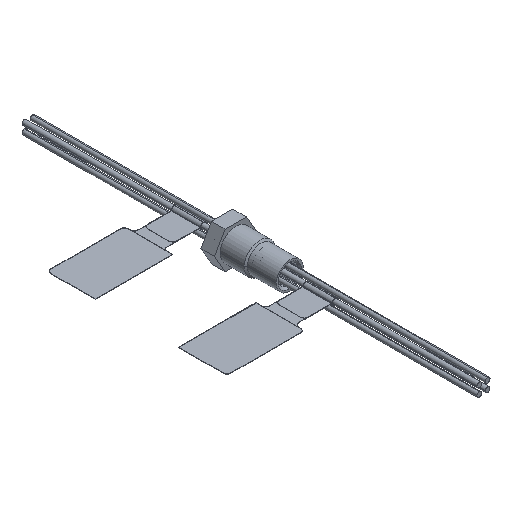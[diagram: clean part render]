
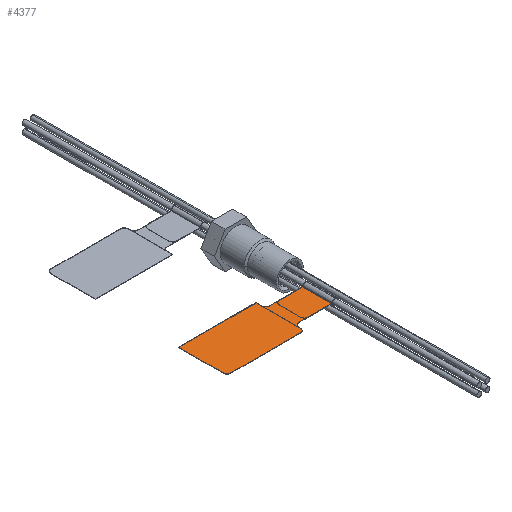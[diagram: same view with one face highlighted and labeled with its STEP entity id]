
A CAD part, isometric view. The second image highlights one B-rep face of the part: STEP entity #4377.
In plain terms, the highlighted planar face has unit normal (0, 0, 1).
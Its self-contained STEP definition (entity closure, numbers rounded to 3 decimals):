
#8 = VERTEX_POINT ( 'NONE', #4838 ) ;
#28 = AXIS2_PLACEMENT_3D ( 'NONE', #4053, #3699, #167 ) ;
#56 = CARTESIAN_POINT ( 'NONE',  ( 45.001, -0.05, 0.1 ) ) ;
#70 = DIRECTION ( 'NONE',  ( -1., 0., 0. ) ) ;
#167 = DIRECTION ( 'NONE',  ( 1., 0., 0. ) ) ;
#198 = EDGE_CURVE ( 'NONE', #2482, #548, #3948, .T. ) ;
#224 = CARTESIAN_POINT ( 'NONE',  ( -3., -20., 0.1 ) ) ;
#266 = DIRECTION ( 'NONE',  ( 0., 0., -1. ) ) ;
#279 = CARTESIAN_POINT ( 'NONE',  ( -5., -0.05, 0.1 ) ) ;
#399 = AXIS2_PLACEMENT_3D ( 'NONE', #1812, #266, #1034 ) ;
#426 = CIRCLE ( 'NONE', #516, 2. ) ;
#450 = EDGE_CURVE ( 'NONE', #3864, #2594, #1742, .T. ) ;
#479 = VECTOR ( 'NONE', #4031, 1000. ) ;
#516 = AXIS2_PLACEMENT_3D ( 'NONE', #1579, #1018, #1176 ) ;
#539 = CARTESIAN_POINT ( 'NONE',  ( 14.207, -20., 0.1 ) ) ;
#548 = VERTEX_POINT ( 'NONE', #2836 ) ;
#553 = DIRECTION ( 'NONE',  ( 0., 1., 0. ) ) ;
#614 = DIRECTION ( 'NONE',  ( 0., 0., 1. ) ) ;
#669 = DIRECTION ( 'NONE',  ( 1., 0., 0. ) ) ;
#707 = CARTESIAN_POINT ( 'NONE',  ( -45., 25., 0.1 ) ) ;
#720 = EDGE_CURVE ( 'NONE', #3820, #2827, #2396, .T. ) ;
#725 = DIRECTION ( 'NONE',  ( 0., -1., 0. ) ) ;
#829 = CIRCLE ( 'NONE', #2248, 2. ) ;
#863 = CARTESIAN_POINT ( 'NONE',  ( -5., 25., 0.1 ) ) ;
#1018 = DIRECTION ( 'NONE',  ( 0., 0., 1. ) ) ;
#1026 = VECTOR ( 'NONE', #553, 1000. ) ;
#1034 = DIRECTION ( 'NONE',  ( 1., 0., 0. ) ) ;
#1125 = EDGE_LOOP ( 'NONE', ( #3679, #4479, #1355, #1413, #4682, #4954, #4619, #1813, #2237, #1470, #4491, #3802 ) ) ;
#1151 = LINE ( 'NONE', #56, #479 ) ;
#1157 = VERTEX_POINT ( 'NONE', #3476 ) ;
#1176 = DIRECTION ( 'NONE',  ( 1., 0., 0. ) ) ;
#1262 = DIRECTION ( 'NONE',  ( 1., 0., 0. ) ) ;
#1355 = ORIENTED_EDGE ( 'NONE', *, *, #2965, .T. ) ;
#1413 = ORIENTED_EDGE ( 'NONE', *, *, #720, .T. ) ;
#1432 = CARTESIAN_POINT ( 'NONE',  ( -5., -23., 0.1 ) ) ;
#1470 = ORIENTED_EDGE ( 'NONE', *, *, #1775, .T. ) ;
#1579 = CARTESIAN_POINT ( 'NONE',  ( -7., -23., 0.1 ) ) ;
#1650 = VECTOR ( 'NONE', #669, 1000. ) ;
#1668 = EDGE_CURVE ( 'NONE', #2827, #3864, #1151, .T. ) ;
#1672 = CARTESIAN_POINT ( 'NONE',  ( -5., -5., 0.1 ) ) ;
#1704 = CARTESIAN_POINT ( 'NONE',  ( -7., -25., 0.1 ) ) ;
#1742 = LINE ( 'NONE', #707, #4325 ) ;
#1775 = EDGE_CURVE ( 'NONE', #4436, #1157, #2165, .T. ) ;
#1812 = CARTESIAN_POINT ( 'NONE',  ( -3., -22., 0.1 ) ) ;
#1813 = ORIENTED_EDGE ( 'NONE', *, *, #3889, .T. ) ;
#1956 = DIRECTION ( 'NONE',  ( 1., 0., 0. ) ) ;
#2057 = EDGE_CURVE ( 'NONE', #4490, #2482, #3466, .T. ) ;
#2066 = VECTOR ( 'NONE', #70, 1000. ) ;
#2083 = DIRECTION ( 'NONE',  ( 0., 1., 0. ) ) ;
#2142 = FACE_OUTER_BOUND ( 'NONE', #1125, .T. ) ;
#2165 = LINE ( 'NONE', #4448, #1026 ) ;
#2237 = ORIENTED_EDGE ( 'NONE', *, *, #3975, .T. ) ;
#2248 = AXIS2_PLACEMENT_3D ( 'NONE', #2580, #614, #4516 ) ;
#2396 = LINE ( 'NONE', #863, #3538 ) ;
#2431 = LINE ( 'NONE', #1672, #2066 ) ;
#2482 = VERTEX_POINT ( 'NONE', #539 ) ;
#2580 = CARTESIAN_POINT ( 'NONE',  ( -43., -23., 0.1 ) ) ;
#2594 = VERTEX_POINT ( 'NONE', #3172 ) ;
#2614 = CARTESIAN_POINT ( 'NONE',  ( -5., -3., 0.1 ) ) ;
#2638 = EDGE_CURVE ( 'NONE', #548, #3678, #2431, .T. ) ;
#2669 = VERTEX_POINT ( 'NONE', #1704 ) ;
#2683 = VECTOR ( 'NONE', #1262, 1000. ) ;
#2827 = VERTEX_POINT ( 'NONE', #279 ) ;
#2836 = CARTESIAN_POINT ( 'NONE',  ( 14.207, -5., 0.1 ) ) ;
#2950 = LINE ( 'NONE', #4164, #1650 ) ;
#2965 = EDGE_CURVE ( 'NONE', #3678, #3820, #3158, .T. ) ;
#3042 = CARTESIAN_POINT ( 'NONE',  ( -45., -0.05, 0.1 ) ) ;
#3063 = CARTESIAN_POINT ( 'NONE',  ( -5., -20., 0.1 ) ) ;
#3158 = CIRCLE ( 'NONE', #3536, 2. ) ;
#3172 = CARTESIAN_POINT ( 'NONE',  ( -45., -23., 0.1 ) ) ;
#3198 = EDGE_CURVE ( 'NONE', #2594, #8, #829, .T. ) ;
#3286 = DIRECTION ( 'NONE',  ( 0., 1., 0. ) ) ;
#3371 = CARTESIAN_POINT ( 'NONE',  ( -3., -5., 0.1 ) ) ;
#3466 = LINE ( 'NONE', #3063, #2683 ) ;
#3476 = CARTESIAN_POINT ( 'NONE',  ( -5., -22., 0.1 ) ) ;
#3536 = AXIS2_PLACEMENT_3D ( 'NONE', #4661, #5057, #1956 ) ;
#3538 = VECTOR ( 'NONE', #2083, 1000. ) ;
#3678 = VERTEX_POINT ( 'NONE', #3371 ) ;
#3679 = ORIENTED_EDGE ( 'NONE', *, *, #198, .T. ) ;
#3699 = DIRECTION ( 'NONE',  ( 0., 0., 1. ) ) ;
#3802 = ORIENTED_EDGE ( 'NONE', *, *, #2057, .T. ) ;
#3820 = VERTEX_POINT ( 'NONE', #2614 ) ;
#3864 = VERTEX_POINT ( 'NONE', #3042 ) ;
#3889 = EDGE_CURVE ( 'NONE', #8, #2669, #2950, .T. ) ;
#3948 = LINE ( 'NONE', #4543, #4008 ) ;
#3975 = EDGE_CURVE ( 'NONE', #2669, #4436, #426, .T. ) ;
#3983 = CIRCLE ( 'NONE', #399, 2. ) ;
#4008 = VECTOR ( 'NONE', #3286, 1000. ) ;
#4031 = DIRECTION ( 'NONE',  ( -1., 0., 0. ) ) ;
#4053 = CARTESIAN_POINT ( 'NONE',  ( 0., 0., 0.1 ) ) ;
#4164 = CARTESIAN_POINT ( 'NONE',  ( -45., -25., 0.1 ) ) ;
#4325 = VECTOR ( 'NONE', #725, 1000. ) ;
#4377 = ADVANCED_FACE ( 'NONE', ( #2142 ), #4883, .T. ) ;
#4436 = VERTEX_POINT ( 'NONE', #1432 ) ;
#4448 = CARTESIAN_POINT ( 'NONE',  ( -5., -20., 0.1 ) ) ;
#4479 = ORIENTED_EDGE ( 'NONE', *, *, #2638, .T. ) ;
#4490 = VERTEX_POINT ( 'NONE', #224 ) ;
#4491 = ORIENTED_EDGE ( 'NONE', *, *, #4817, .T. ) ;
#4516 = DIRECTION ( 'NONE',  ( 1., 0., 0. ) ) ;
#4543 = CARTESIAN_POINT ( 'NONE',  ( 14.207, -24.556, 0.1 ) ) ;
#4619 = ORIENTED_EDGE ( 'NONE', *, *, #3198, .T. ) ;
#4661 = CARTESIAN_POINT ( 'NONE',  ( -3., -3., 0.1 ) ) ;
#4682 = ORIENTED_EDGE ( 'NONE', *, *, #1668, .T. ) ;
#4817 = EDGE_CURVE ( 'NONE', #1157, #4490, #3983, .T. ) ;
#4838 = CARTESIAN_POINT ( 'NONE',  ( -43., -25., 0.1 ) ) ;
#4883 = PLANE ( 'NONE',  #28 ) ;
#4954 = ORIENTED_EDGE ( 'NONE', *, *, #450, .T. ) ;
#5057 = DIRECTION ( 'NONE',  ( 0., 0., -1. ) ) ;
